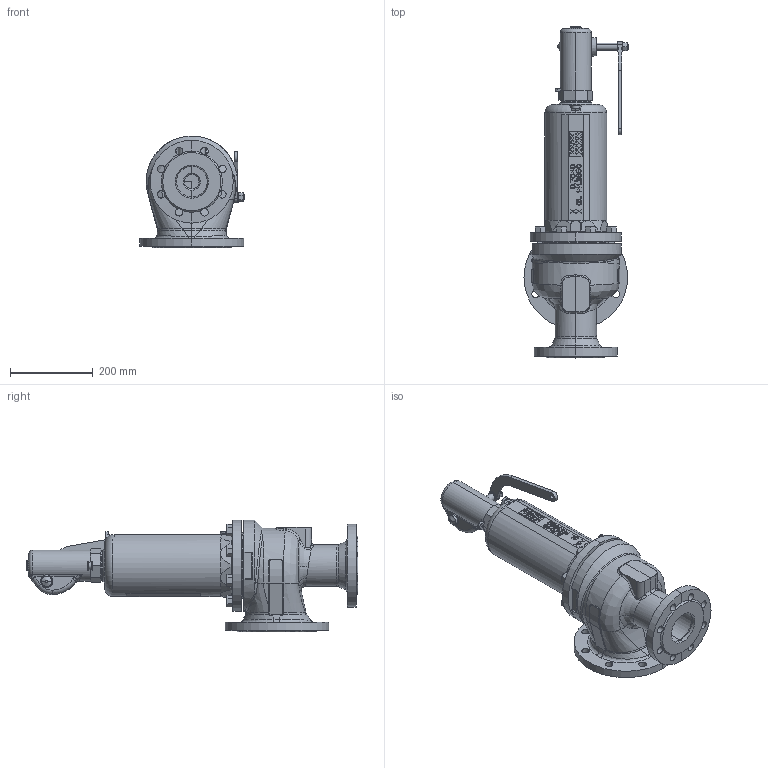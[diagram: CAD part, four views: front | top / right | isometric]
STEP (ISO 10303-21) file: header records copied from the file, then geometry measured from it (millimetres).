
FILE_DESCRIPTION((''),'2;1');
FILE_NAME('441-DN80-H4-PN40PN16_ASM','2019-08-16T',('volz'),(''),'PRO/ENGINEER BY PARAMETRIC TECHNOLOGY CORPORATION, 2014430','PRO/ENGINEER BY PARAMETRIC TECHNOLOGY CORPORATION, 2014430','');
FILE_SCHEMA(('CONFIG_CONTROL_DESIGN'));
Products named in the file (9): 109-1909-07-B01; 141-3509-07-B01; M16_DIN934; 155-1109-03-B01; 159-4409-03-B01; 191-1509-02; M12_DIN934; 150-2559-9000_ASM; 441-DN80-H4-PN40PN16_ASM
Assembly tree (15 placements, depth 3):
  441-DN80-H4-PN40PN16_ASM
    109-1909-07-B01
    141-3509-07-B01
    M16_DIN934  x8
    150-2559-9000_ASM
      155-1109-03-B01
      159-4409-03-B01
      191-1509-02
      M12_DIN934
Bounding box: 251 x 800.5 x 270 mm (x, y, z)
Volume: 5591979 mm3; surface area: 1015507.6 mm2
Topology: 14 solids, 14 shells, 1678 faces, 4379 edges, 2764 vertices
Faces by surface type: plane 877, cylinder 297, bspline 228, cone 213, torus 57, sphere 6
Entity records: 60255 total; most frequent: CARTESIAN_POINT 25268, ORIENTED_EDGE 7814, DIRECTION 6354, EDGE_CURVE 3907, VERTEX_POINT 2484, VECTOR 2366, LINE 2366, AXIS2_PLACEMENT_3D 1994
